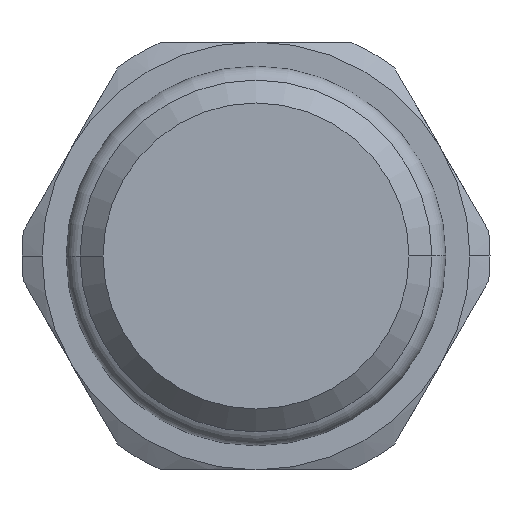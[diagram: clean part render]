
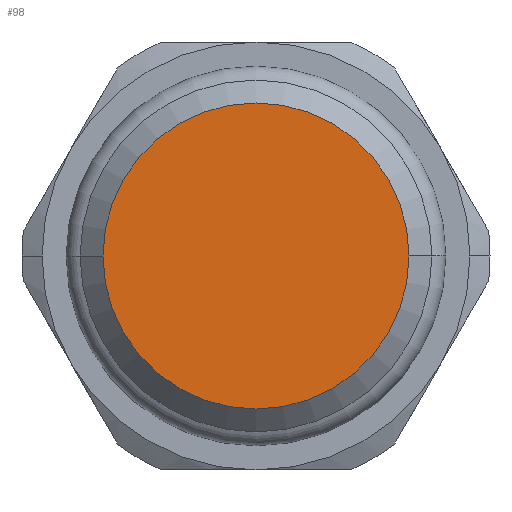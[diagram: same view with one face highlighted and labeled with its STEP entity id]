
A CAD part, front view. The second image highlights one B-rep face of the part: STEP entity #98.
In plain terms, the highlighted planar face has unit normal (0, -1, 0).
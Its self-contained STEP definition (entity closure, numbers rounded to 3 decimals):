
#98=ADVANCED_FACE('',(#206),#207,.T.);
#206=FACE_OUTER_BOUND('',#314,.T.);
#207=PLANE('',#315);
#314=EDGE_LOOP('',(#720,#721));
#315=AXIS2_PLACEMENT_3D('',#722,#723,#724);
#720=ORIENTED_EDGE('',*,*,#743,.F.);
#721=ORIENTED_EDGE('',*,*,#846,.F.);
#722=CARTESIAN_POINT('',(-2.861,0.,0.0));
#723=DIRECTION('',(0.,-1.0,0.0));
#724=DIRECTION('',(1.0,0.,-0.0));
#743=EDGE_CURVE('',#881,#883,#884,.T.);
#846=EDGE_CURVE('',#883,#881,#1047,.T.);
#881=VERTEX_POINT('',#1088);
#883=VERTEX_POINT('',#1091);
#884=CIRCLE('',#1092,5.723);
#1047=CIRCLE('',#1606,5.723);
#1088=CARTESIAN_POINT('',(-5.723,0.,0.0));
#1091=CARTESIAN_POINT('',(5.723,0.,0.));
#1092=AXIS2_PLACEMENT_3D('',#1650,#1651,#1652);
#1606=AXIS2_PLACEMENT_3D('',#1803,#1804,#1805);
#1650=CARTESIAN_POINT('',(0.0,0.,0.0));
#1651=DIRECTION('',(0.0,1.0,0.0));
#1652=DIRECTION('',(-1.0,0.0,0.0));
#1803=CARTESIAN_POINT('',(0.0,0.,0.0));
#1804=DIRECTION('',(0.0,1.0,0.0));
#1805=DIRECTION('',(-1.0,0.0,0.0));
